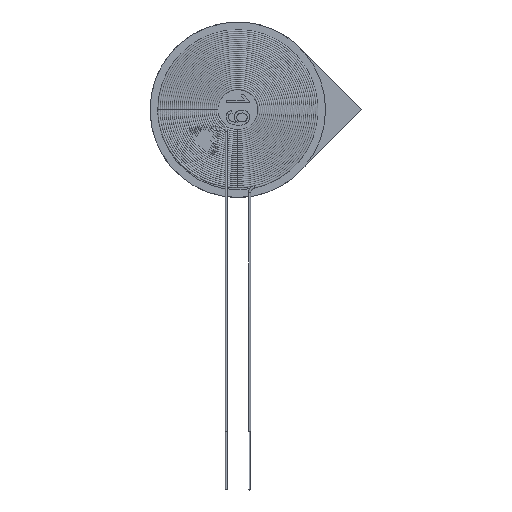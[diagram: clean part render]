
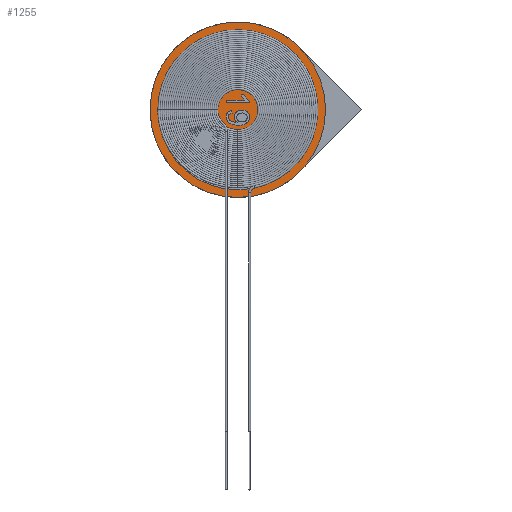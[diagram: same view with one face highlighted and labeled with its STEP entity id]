
A CAD part, top view. The second image highlights one B-rep face of the part: STEP entity #1255.
In plain terms, the highlighted planar face has unit normal (0, 0, 1).
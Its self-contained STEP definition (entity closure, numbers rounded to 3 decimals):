
#29=B_SPLINE_CURVE_WITH_KNOTS('',3,(#4728,#4729,#4730,#4731),
 .UNSPECIFIED.,.F.,.F.,(4,4),(0.429,0.471),
 .UNSPECIFIED.);
#31=B_SPLINE_CURVE_WITH_KNOTS('',3,(#4752,#4753,#4754,#4755,#4756,#4757,
#4758),.UNSPECIFIED.,.F.,.F.,(4,3,4),(0.471,0.549,
0.611),.UNSPECIFIED.);
#33=B_SPLINE_CURVE_WITH_KNOTS('',3,(#4770,#4771,#4772,#4773),
 .UNSPECIFIED.,.F.,.F.,(4,4),(0.611,0.64),
 .UNSPECIFIED.);
#39=B_SPLINE_CURVE_WITH_KNOTS('',3,(#4844,#4845,#4846,#4847,#4848,#4849,
#4850,#4851,#4852,#4853,#4854,#4855,#4856,#4857,#4858,#4859,#4860,#4861,
#4862,#4863,#4864,#4865,#4866,#4867,#4868,#4869,#4870,#4871,#4872,#4873,
#4874,#4875,#4876,#4877,#4878,#4879,#4880,#4881),.UNSPECIFIED.,.F.,.F.,
(4,3,3,3,2,3,2,3,2,2,3,3,2,3,4),(0.22,0.255,0.291,
0.35,0.415,0.482,0.545,
0.592,0.657,0.722,0.79,
0.844,0.895,0.948,1.),.UNSPECIFIED.);
#41=B_SPLINE_CURVE_WITH_KNOTS('',3,(#4927,#4928,#4929,#4930),
 .UNSPECIFIED.,.F.,.F.,(4,4),(0.,0.03),.UNSPECIFIED.);
#43=B_SPLINE_CURVE_WITH_KNOTS('',3,(#4958,#4959,#4960,#4961,#4962,#4963,
#4964,#4965,#4966,#4967,#4968,#4969,#4970,#4971,#4972,#4973,#4974,#4975,
#4976,#4977,#4978),.UNSPECIFIED.,.F.,.F.,(4,3,3,3,3,3,2,4),(0.03,
0.064,0.093,0.119,0.144,
0.176,0.216,0.22),.UNSPECIFIED.);
#47=B_SPLINE_CURVE_WITH_KNOTS('',3,(#5074,#5075,#5076,#5077),
 .UNSPECIFIED.,.F.,.F.,(4,4),(0.64,1.),.UNSPECIFIED.);
#48=B_SPLINE_CURVE_WITH_KNOTS('',3,(#5079,#5080,#5081,#5082),
 .UNSPECIFIED.,.F.,.F.,(4,4),(0.,0.044),.UNSPECIFIED.);
#49=B_SPLINE_CURVE_WITH_KNOTS('',3,(#5084,#5085,#5086,#5087),
 .UNSPECIFIED.,.F.,.F.,(4,4),(0.044,0.325),
 .UNSPECIFIED.);
#50=B_SPLINE_CURVE_WITH_KNOTS('',3,(#5089,#5090,#5091,#5092,#5093,#5094,
#5095),.UNSPECIFIED.,.F.,.F.,(4,3,4),(0.325,0.377,
0.429),.UNSPECIFIED.);
#216=CIRCLE('',#2033,7.5);
#428=ORIENTED_EDGE('',*,*,#564,.T.);
#429=ORIENTED_EDGE('',*,*,#568,.T.);
#430=ORIENTED_EDGE('',*,*,#571,.T.);
#431=ORIENTED_EDGE('',*,*,#575,.F.);
#432=ORIENTED_EDGE('',*,*,#577,.T.);
#433=ORIENTED_EDGE('',*,*,#578,.T.);
#434=ORIENTED_EDGE('',*,*,#579,.T.);
#435=ORIENTED_EDGE('',*,*,#580,.T.);
#436=ORIENTED_EDGE('',*,*,#550,.T.);
#437=ORIENTED_EDGE('',*,*,#554,.T.);
#438=ORIENTED_EDGE('',*,*,#557,.T.);
#550=EDGE_CURVE('',#696,#697,#29,.T.);
#554=EDGE_CURVE('',#697,#700,#31,.T.);
#557=EDGE_CURVE('',#700,#702,#33,.T.);
#564=EDGE_CURVE('',#707,#708,#39,.T.);
#568=EDGE_CURVE('',#708,#711,#41,.T.);
#571=EDGE_CURVE('',#711,#707,#43,.T.);
#575=EDGE_CURVE('',#715,#715,#216,.T.);
#577=EDGE_CURVE('',#702,#717,#47,.T.);
#578=EDGE_CURVE('',#717,#718,#48,.T.);
#579=EDGE_CURVE('',#718,#719,#49,.T.);
#580=EDGE_CURVE('',#719,#696,#50,.T.);
#696=VERTEX_POINT('',#4732);
#697=VERTEX_POINT('',#4733);
#700=VERTEX_POINT('',#4759);
#702=VERTEX_POINT('',#4774);
#707=VERTEX_POINT('',#4882);
#708=VERTEX_POINT('',#4883);
#711=VERTEX_POINT('',#4931);
#715=VERTEX_POINT('',#5070);
#717=VERTEX_POINT('',#5078);
#718=VERTEX_POINT('',#5083);
#719=VERTEX_POINT('',#5088);
#918=EDGE_LOOP('',(#428,#429,#430));
#919=EDGE_LOOP('',(#431));
#920=EDGE_LOOP('',(#432,#433,#434,#435,#436,#437,#438));
#1127=FACE_BOUND('',#918,.T.);
#1128=FACE_BOUND('',#919,.T.);
#1129=FACE_BOUND('',#920,.T.);
#1160=PLANE('',#2035);
#1255=ADVANCED_FACE('',(#1127,#1128,#1129),#1160,.F.);
#2033=AXIS2_PLACEMENT_3D('',#5069,#2315,#2316);
#2035=AXIS2_PLACEMENT_3D('',#5073,#2319,#2320);
#2315=DIRECTION('',(0.,0.,-1.));
#2316=DIRECTION('',(1.,0.,0.));
#2319=DIRECTION('',(0.,0.,-1.));
#2320=DIRECTION('',(-1.,0.,0.));
#4728=CARTESIAN_POINT('',(-1.314,0.275,-0.082));
#4729=CARTESIAN_POINT('',(-1.314,0.352,-0.082));
#4730=CARTESIAN_POINT('',(-1.314,0.43,-0.082));
#4731=CARTESIAN_POINT('',(-1.314,0.508,-0.082));
#4732=CARTESIAN_POINT('',(-1.314,0.275,-0.082));
#4733=CARTESIAN_POINT('',(-1.314,0.508,-0.082));
#4752=CARTESIAN_POINT('',(-1.314,0.508,-0.082));
#4753=CARTESIAN_POINT('',(-1.178,0.57,-0.082));
#4754=CARTESIAN_POINT('',(-1.06,0.647,-0.082));
#4755=CARTESIAN_POINT('',(-0.96,0.737,-0.082));
#4756=CARTESIAN_POINT('',(-0.858,0.828,-0.082));
#4757=CARTESIAN_POINT('',(-0.786,0.915,-0.082));
#4758=CARTESIAN_POINT('',(-0.744,1.,-0.082));
#4759=CARTESIAN_POINT('',(-0.744,1.,-0.082));
#4770=CARTESIAN_POINT('',(-0.744,1.,-0.082));
#4771=CARTESIAN_POINT('',(-0.693,1.,-0.082));
#4772=CARTESIAN_POINT('',(-0.641,1.,-0.082));
#4773=CARTESIAN_POINT('',(-0.59,1.,-0.082));
#4774=CARTESIAN_POINT('',(-0.59,1.,-0.082));
#4844=CARTESIAN_POINT('',(1.074,-0.046,-0.082));
#4845=CARTESIAN_POINT('',(1.026,-0.123,-0.082));
#4846=CARTESIAN_POINT('',(0.961,-0.185,-0.082));
#4847=CARTESIAN_POINT('',(0.877,-0.233,-0.082));
#4848=CARTESIAN_POINT('',(0.794,-0.281,-0.082));
#4849=CARTESIAN_POINT('',(0.703,-0.305,-0.082));
#4850=CARTESIAN_POINT('',(0.607,-0.304,-0.082));
#4851=CARTESIAN_POINT('',(0.445,-0.302,-0.082));
#4852=CARTESIAN_POINT('',(0.308,-0.246,-0.082));
#4853=CARTESIAN_POINT('',(0.197,-0.127,-0.082));
#4854=CARTESIAN_POINT('',(0.086,-0.009,-0.082));
#4855=CARTESIAN_POINT('',(0.028,0.144,-0.082));
#4856=CARTESIAN_POINT('',(0.028,0.536,-0.082));
#4857=CARTESIAN_POINT('',(0.087,0.696,-0.082));
#4858=CARTESIAN_POINT('',(0.203,0.817,-0.082));
#4859=CARTESIAN_POINT('',(0.32,0.939,-0.082));
#4860=CARTESIAN_POINT('',(0.467,1.,-0.082));
#4861=CARTESIAN_POINT('',(0.77,1.,-0.082));
#4862=CARTESIAN_POINT('',(0.886,0.965,-0.082));
#4863=CARTESIAN_POINT('',(0.992,0.897,-0.082));
#4864=CARTESIAN_POINT('',(1.098,0.829,-0.082));
#4865=CARTESIAN_POINT('',(1.176,0.73,-0.082));
#4866=CARTESIAN_POINT('',(1.286,0.476,-0.082));
#4867=CARTESIAN_POINT('',(1.314,0.293,-0.082));
#4868=CARTESIAN_POINT('',(1.314,-0.198,-0.082));
#4869=CARTESIAN_POINT('',(1.286,-0.398,-0.082));
#4870=CARTESIAN_POINT('',(1.233,-0.545,-0.082));
#4871=CARTESIAN_POINT('',(1.178,-0.695,-0.082));
#4872=CARTESIAN_POINT('',(1.097,-0.807,-0.082));
#4873=CARTESIAN_POINT('',(0.99,-0.884,-0.082));
#4874=CARTESIAN_POINT('',(0.882,-0.961,-0.082));
#4875=CARTESIAN_POINT('',(0.756,-1.,-0.082));
#4876=CARTESIAN_POINT('',(0.458,-1.,-0.082));
#4877=CARTESIAN_POINT('',(0.332,-0.958,-0.082));
#4878=CARTESIAN_POINT('',(0.236,-0.872,-0.082));
#4879=CARTESIAN_POINT('',(0.139,-0.786,-0.082));
#4880=CARTESIAN_POINT('',(0.08,-0.667,-0.082));
#4881=CARTESIAN_POINT('',(0.061,-0.511,-0.082));
#4882=CARTESIAN_POINT('',(1.074,-0.046,-0.082));
#4883=CARTESIAN_POINT('',(0.061,-0.511,-0.082));
#4927=CARTESIAN_POINT('',(0.061,-0.511,-0.082));
#4928=CARTESIAN_POINT('',(0.137,-0.505,-0.082));
#4929=CARTESIAN_POINT('',(0.214,-0.499,-0.082));
#4930=CARTESIAN_POINT('',(0.291,-0.493,-0.082));
#4931=CARTESIAN_POINT('',(0.291,-0.493,-0.082));
#4958=CARTESIAN_POINT('',(0.291,-0.493,-0.082));
#4959=CARTESIAN_POINT('',(0.31,-0.602,-0.082));
#4960=CARTESIAN_POINT('',(0.348,-0.68,-0.082));
#4961=CARTESIAN_POINT('',(0.403,-0.73,-0.082));
#4962=CARTESIAN_POINT('',(0.458,-0.779,-0.082));
#4963=CARTESIAN_POINT('',(0.53,-0.803,-0.082));
#4964=CARTESIAN_POINT('',(0.616,-0.801,-0.082));
#4965=CARTESIAN_POINT('',(0.69,-0.8,-0.082));
#4966=CARTESIAN_POINT('',(0.756,-0.786,-0.082));
#4967=CARTESIAN_POINT('',(0.813,-0.752,-0.082));
#4968=CARTESIAN_POINT('',(0.87,-0.718,-0.082));
#4969=CARTESIAN_POINT('',(0.915,-0.673,-0.082));
#4970=CARTESIAN_POINT('',(0.95,-0.616,-0.082));
#4971=CARTESIAN_POINT('',(0.985,-0.559,-0.082));
#4972=CARTESIAN_POINT('',(1.014,-0.484,-0.082));
#4973=CARTESIAN_POINT('',(1.039,-0.389,-0.082));
#4974=CARTESIAN_POINT('',(1.064,-0.292,-0.082));
#4975=CARTESIAN_POINT('',(1.074,-0.194,-0.082));
#4976=CARTESIAN_POINT('',(1.074,-0.084,-0.082));
#4977=CARTESIAN_POINT('',(1.074,-0.067,-0.082));
#4978=CARTESIAN_POINT('',(1.074,-0.046,-0.082));
#5069=CARTESIAN_POINT('',(0.,0.,-0.082));
#5070=CARTESIAN_POINT('',(7.5,0.,-0.082));
#5073=CARTESIAN_POINT('',(0.,0.,-0.082));
#5074=CARTESIAN_POINT('',(-0.59,1.,-0.082));
#5075=CARTESIAN_POINT('',(-0.59,0.344,-0.082));
#5076=CARTESIAN_POINT('',(-0.59,-0.312,-0.082));
#5077=CARTESIAN_POINT('',(-0.59,-0.967,-0.082));
#5078=CARTESIAN_POINT('',(-0.59,-0.967,-0.082));
#5079=CARTESIAN_POINT('',(-0.59,-0.967,-0.082));
#5080=CARTESIAN_POINT('',(-0.669,-0.967,-0.082));
#5081=CARTESIAN_POINT('',(-0.749,-0.967,-0.082));
#5082=CARTESIAN_POINT('',(-0.829,-0.967,-0.082));
#5083=CARTESIAN_POINT('',(-0.829,-0.967,-0.082));
#5084=CARTESIAN_POINT('',(-0.829,-0.967,-0.082));
#5085=CARTESIAN_POINT('',(-0.829,-0.457,-0.082));
#5086=CARTESIAN_POINT('',(-0.829,0.054,-0.082));
#5087=CARTESIAN_POINT('',(-0.829,0.565,-0.082));
#5088=CARTESIAN_POINT('',(-0.829,0.565,-0.082));
#5089=CARTESIAN_POINT('',(-0.829,0.565,-0.082));
#5090=CARTESIAN_POINT('',(-0.888,0.51,-0.082));
#5091=CARTESIAN_POINT('',(-0.963,0.454,-0.082));
#5092=CARTESIAN_POINT('',(-1.059,0.399,-0.082));
#5093=CARTESIAN_POINT('',(-1.153,0.345,-0.082));
#5094=CARTESIAN_POINT('',(-1.238,0.302,-0.082));
#5095=CARTESIAN_POINT('',(-1.314,0.275,-0.082));
